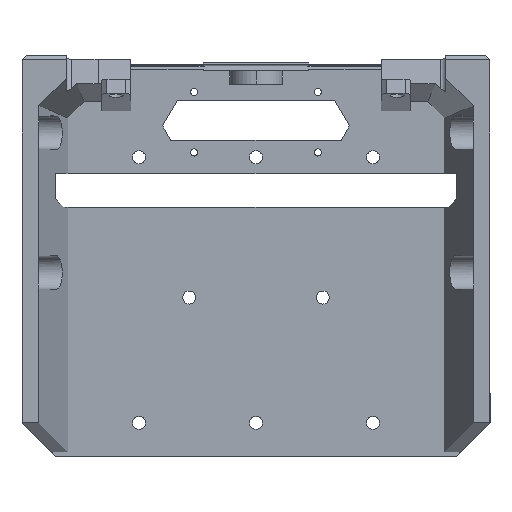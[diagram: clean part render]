
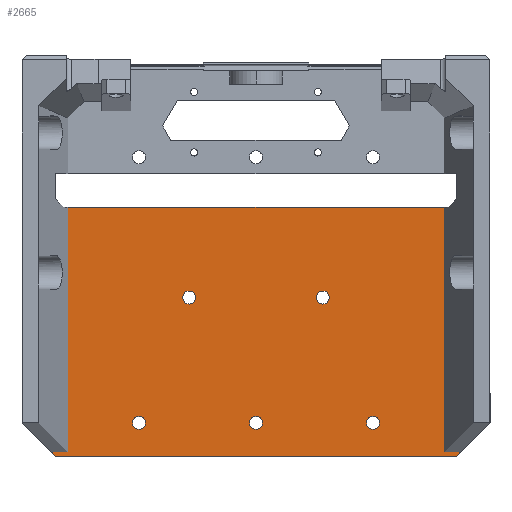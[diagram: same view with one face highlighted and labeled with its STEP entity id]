
A CAD part, top view. The second image highlights one B-rep face of the part: STEP entity #2665.
In plain terms, the highlighted planar face has unit normal (0, 0, 1).
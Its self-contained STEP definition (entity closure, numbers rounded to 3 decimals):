
#107=FACE_BOUND('',#446,.T.);
#108=FACE_BOUND('',#447,.T.);
#109=FACE_BOUND('',#448,.T.);
#110=FACE_BOUND('',#449,.T.);
#111=FACE_BOUND('',#450,.T.);
#170=CIRCLE('',#2885,2.457);
#171=CIRCLE('',#2886,2.457);
#172=CIRCLE('',#2887,2.457);
#173=CIRCLE('',#2888,2.457);
#174=CIRCLE('',#2889,2.457);
#277=FACE_OUTER_BOUND('',#445,.T.);
#445=EDGE_LOOP('',(#2284,#2285,#2286,#2287,#2288,#2289,#2290,#2291));
#446=EDGE_LOOP('',(#2292));
#447=EDGE_LOOP('',(#2293));
#448=EDGE_LOOP('',(#2294));
#449=EDGE_LOOP('',(#2295));
#450=EDGE_LOOP('',(#2296));
#540=LINE('',#3781,#838);
#550=LINE('',#3801,#848);
#749=LINE('',#4319,#1047);
#750=LINE('',#4321,#1048);
#751=LINE('',#4323,#1049);
#752=LINE('',#4325,#1050);
#753=LINE('',#4327,#1051);
#754=LINE('',#4328,#1052);
#838=VECTOR('',#3008,92.917);
#848=VECTOR('',#3020,92.917);
#1047=VECTOR('',#3517,143.097);
#1048=VECTOR('',#3518,6.35);
#1049=VECTOR('',#3519,2.402);
#1050=VECTOR('',#3520,152.4);
#1051=VECTOR('',#3521,2.402);
#1052=VECTOR('',#3522,6.35);
#1143=VERTEX_POINT('',#3778);
#1144=VERTEX_POINT('',#3780);
#1152=VERTEX_POINT('',#3798);
#1153=VERTEX_POINT('',#3800);
#1318=VERTEX_POINT('',#4320);
#1319=VERTEX_POINT('',#4322);
#1320=VERTEX_POINT('',#4324);
#1321=VERTEX_POINT('',#4326);
#1322=VERTEX_POINT('',#4329);
#1323=VERTEX_POINT('',#4331);
#1324=VERTEX_POINT('',#4333);
#1325=VERTEX_POINT('',#4335);
#1326=VERTEX_POINT('',#4337);
#1389=EDGE_CURVE('',#1144,#1143,#540,.T.);
#1399=EDGE_CURVE('',#1153,#1152,#550,.T.);
#1658=EDGE_CURVE('',#1144,#1152,#749,.T.);
#1659=EDGE_CURVE('',#1143,#1318,#750,.T.);
#1660=EDGE_CURVE('',#1318,#1319,#751,.T.);
#1661=EDGE_CURVE('',#1319,#1320,#752,.T.);
#1662=EDGE_CURVE('',#1320,#1321,#753,.T.);
#1663=EDGE_CURVE('',#1321,#1153,#754,.T.);
#1664=EDGE_CURVE('',#1322,#1322,#170,.T.);
#1665=EDGE_CURVE('',#1323,#1323,#171,.T.);
#1666=EDGE_CURVE('',#1324,#1324,#172,.T.);
#1667=EDGE_CURVE('',#1325,#1325,#173,.T.);
#1668=EDGE_CURVE('',#1326,#1326,#174,.T.);
#2284=ORIENTED_EDGE('',*,*,#1658,.F.);
#2285=ORIENTED_EDGE('',*,*,#1389,.T.);
#2286=ORIENTED_EDGE('',*,*,#1659,.T.);
#2287=ORIENTED_EDGE('',*,*,#1660,.T.);
#2288=ORIENTED_EDGE('',*,*,#1661,.T.);
#2289=ORIENTED_EDGE('',*,*,#1662,.T.);
#2290=ORIENTED_EDGE('',*,*,#1663,.T.);
#2291=ORIENTED_EDGE('',*,*,#1399,.T.);
#2292=ORIENTED_EDGE('',*,*,#1664,.F.);
#2293=ORIENTED_EDGE('',*,*,#1665,.F.);
#2294=ORIENTED_EDGE('',*,*,#1666,.F.);
#2295=ORIENTED_EDGE('',*,*,#1667,.F.);
#2296=ORIENTED_EDGE('',*,*,#1668,.F.);
#2543=PLANE('',#2884);
#2665=ADVANCED_FACE('',(#277,#107,#108,#109,#110,#111),#2543,.T.);
#2884=AXIS2_PLACEMENT_3D('',#4318,#3515,#3516);
#2885=AXIS2_PLACEMENT_3D('',#4330,#3523,#3524);
#2886=AXIS2_PLACEMENT_3D('',#4332,#3525,#3526);
#2887=AXIS2_PLACEMENT_3D('',#4334,#3527,#3528);
#2888=AXIS2_PLACEMENT_3D('',#4336,#3529,#3530);
#2889=AXIS2_PLACEMENT_3D('',#4338,#3531,#3532);
#3008=DIRECTION('',(0.,-1.,0.));
#3020=DIRECTION('',(0.,1.,0.));
#3515=DIRECTION('center_axis',(0.,0.,
1.));
#3516=DIRECTION('ref_axis',(1.,0.,0.));
#3517=DIRECTION('',(1.,0.,0.));
#3518=DIRECTION('',(-1.,0.,0.));
#3519=DIRECTION('',(0.707,-0.707,0.));
#3520=DIRECTION('',(1.,0.,0.));
#3521=DIRECTION('',(0.707,0.707,0.));
#3522=DIRECTION('',(-1.,0.,0.));
#3523=DIRECTION('center_axis',(0.,0.,
1.));
#3524=DIRECTION('ref_axis',(1.,0.,0.));
#3525=DIRECTION('center_axis',(0.,0.,
1.));
#3526=DIRECTION('ref_axis',(1.,0.,0.));
#3527=DIRECTION('center_axis',(0.,0.,
1.));
#3528=DIRECTION('ref_axis',(1.,0.,0.));
#3529=DIRECTION('center_axis',(0.,0.,
1.));
#3530=DIRECTION('ref_axis',(1.,0.,0.));
#3531=DIRECTION('center_axis',(0.,0.,
1.));
#3532=DIRECTION('ref_axis',(1.,0.,0.));
#3778=CARTESIAN_POINT('',(-71.548,-39.577,6.35));
#3780=CARTESIAN_POINT('',(-71.548,53.34,6.35));
#3781=CARTESIAN_POINT('',(-71.548,53.34,6.35));
#3798=CARTESIAN_POINT('',(71.548,53.34,6.35));
#3800=CARTESIAN_POINT('',(71.548,-39.577,6.35));
#3801=CARTESIAN_POINT('',(71.548,-39.577,6.35));
#4318=CARTESIAN_POINT('Origin',(0.,0.,
6.35));
#4319=CARTESIAN_POINT('',(-71.548,53.34,6.35));
#4320=CARTESIAN_POINT('',(-77.898,-39.577,6.35));
#4321=CARTESIAN_POINT('',(-71.548,-39.577,6.35));
#4322=CARTESIAN_POINT('',(-76.2,-41.275,6.35));
#4323=CARTESIAN_POINT('',(-77.898,-39.577,6.35));
#4324=CARTESIAN_POINT('',(76.2,-41.275,6.35));
#4325=CARTESIAN_POINT('',(-76.2,-41.275,6.35));
#4326=CARTESIAN_POINT('',(77.898,-39.577,6.35));
#4327=CARTESIAN_POINT('',(76.2,-41.275,6.35));
#4328=CARTESIAN_POINT('',(77.898,-39.577,6.35));
#4329=CARTESIAN_POINT('',(41.993,-28.575,6.35));
#4330=CARTESIAN_POINT('Origin',(44.45,-28.575,6.35));
#4331=CARTESIAN_POINT('',(22.943,19.05,6.35));
#4332=CARTESIAN_POINT('Origin',(25.4,19.05,6.35));
#4333=CARTESIAN_POINT('',(-27.857,19.05,6.35));
#4334=CARTESIAN_POINT('Origin',(-25.4,19.05,6.35));
#4335=CARTESIAN_POINT('',(-2.457,-28.575,6.35));
#4336=CARTESIAN_POINT('Origin',(0.,-28.575,6.35));
#4337=CARTESIAN_POINT('',(-46.907,-28.575,6.35));
#4338=CARTESIAN_POINT('Origin',(-44.45,-28.575,6.35));
